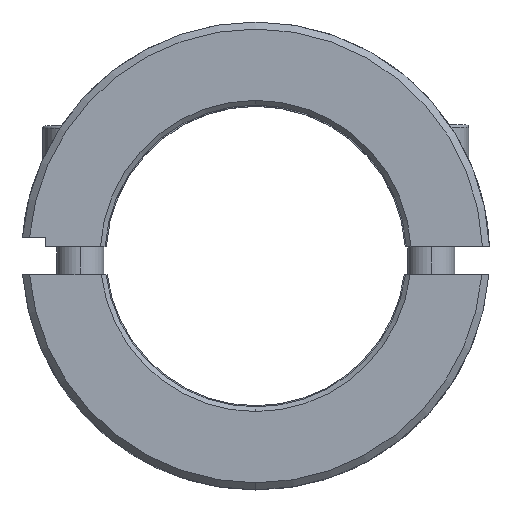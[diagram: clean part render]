
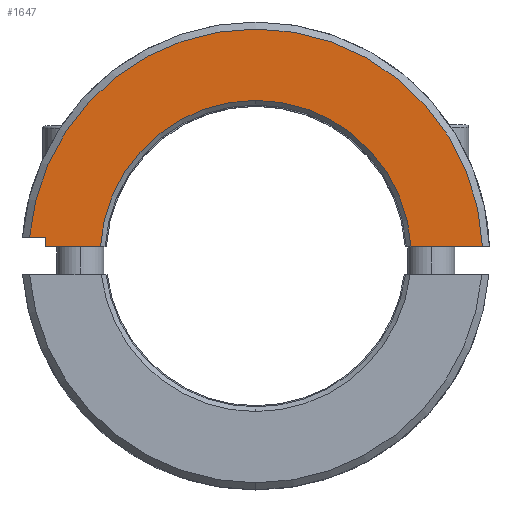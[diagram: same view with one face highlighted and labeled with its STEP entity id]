
A CAD part, top view. The second image highlights one B-rep face of the part: STEP entity #1647.
In plain terms, the highlighted planar face has unit normal (0, 0, 1).
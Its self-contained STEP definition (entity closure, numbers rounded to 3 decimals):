
#739=VERTEX_POINT('',#2080);
#745=VERTEX_POINT('NONE',#2086);
#755=EDGE_CURVE('NONE',#745,#739,#2096,.T.);
#867=VERTEX_POINT('NONE',#2223);
#903=EDGE_CURVE('NONE',#1999,#867,#2263,.T.);
#921=EDGE_CURVE('NONE',#945,#1737,#2285,.T.);
#943=EDGE_CURVE('NONE',#1395,#945,#2312,.T.);
#945=VERTEX_POINT('NONE',#2314);
#1021=EDGE_CURVE('NONE',#739,#1737,#2395,.T.);
#1093=EDGE_CURVE('NONE',#1871,#1999,#2474,.T.);
#1395=VERTEX_POINT('NONE',#2806);
#1493=EDGE_CURVE('NONE',#867,#1395,#2918,.T.);
#1647=ADVANCED_FACE('NONE',(#3085),#3086,.F.);
#1691=EDGE_CURVE('NONE',#745,#1871,#3136,.T.);
#1737=VERTEX_POINT('NONE',#3189);
#1871=VERTEX_POINT('NONE',#3328);
#1999=VERTEX_POINT('NONE',#3471);
#2080=CARTESIAN_POINT('',(0.,48.5,0.));
#2086=CARTESIAN_POINT('',(48.459,2.0,0.));
#2096=CIRCLE('',#3584,48.5);
#2223=CARTESIAN_POINT('',(-33.19,2.0,0.));
#2263=CIRCLE('',#3862,33.25);
#2285=LINE('',#3891,#3892);
#2312=LINE('',#3939,#3940);
#2314=CARTESIAN_POINT('',(-45.0,4.0,0.));
#2395=CIRCLE('',#4075,48.5);
#2474=CIRCLE('',#4177,33.25);
#2806=CARTESIAN_POINT('',(-45.0,2.0,0.));
#2918=LINE('',#4882,#4883);
#3085=FACE_OUTER_BOUND('',#5152,.T.);
#3086=PLANE('',#5153);
#3136=LINE('',#5217,#5218);
#3189=CARTESIAN_POINT('',(-48.335,4.0,0.));
#3328=CARTESIAN_POINT('',(33.19,2.0,0.));
#3471=CARTESIAN_POINT('',(0.,33.25,0.));
#3584=AXIS2_PLACEMENT_3D('',#5824,#5825,#5826);
#3862=AXIS2_PLACEMENT_3D('',#6036,#6037,#6038);
#3891=CARTESIAN_POINT('',(-45.0,4.0,0.));
#3892=VECTOR('',#6063,1000.0);
#3939=CARTESIAN_POINT('',(-45.0,4.0,0.));
#3940=VECTOR('',#6114,1000.0);
#4075=AXIS2_PLACEMENT_3D('',#6184,#6185,#6186);
#4177=AXIS2_PLACEMENT_3D('',#6268,#6269,#6270);
#4882=CARTESIAN_POINT('',(79.625,2.0,0.));
#4883=VECTOR('',#6790,1000.0);
#5152=EDGE_LOOP('',(#6963,#6964,#6965,#6966,#6967,#6968,#6969,#6970));
#5153=AXIS2_PLACEMENT_3D('',#6971,#6972,#6973);
#5217=CARTESIAN_POINT('',(79.625,2.0,0.));
#5218=VECTOR('',#7035,1000.0);
#5824=CARTESIAN_POINT('',(0.0,0.0,0.0));
#5825=DIRECTION('',(0.,0.,1.0));
#5826=DIRECTION('',(0.,1.0,0.));
#6036=CARTESIAN_POINT('',(0.0,0.0,0.0));
#6037=DIRECTION('',(0.,0.,1.0));
#6038=DIRECTION('',(0.,1.0,0.));
#6063=DIRECTION('',(-1.0,0.,0.0));
#6114=DIRECTION('',(0.,1.0,0.));
#6184=CARTESIAN_POINT('',(0.0,0.0,0.0));
#6185=DIRECTION('',(0.,0.,1.0));
#6186=DIRECTION('',(0.,1.0,0.));
#6268=CARTESIAN_POINT('',(0.0,0.0,0.0));
#6269=DIRECTION('',(0.,0.,1.0));
#6270=DIRECTION('',(0.,1.0,0.));
#6790=DIRECTION('',(-1.0,0.,0.0));
#6963=ORIENTED_EDGE('',*,*,#921,.F.);
#6964=ORIENTED_EDGE('',*,*,#943,.F.);
#6965=ORIENTED_EDGE('',*,*,#1493,.F.);
#6966=ORIENTED_EDGE('',*,*,#903,.F.);
#6967=ORIENTED_EDGE('',*,*,#1093,.F.);
#6968=ORIENTED_EDGE('',*,*,#1691,.F.);
#6969=ORIENTED_EDGE('',*,*,#755,.T.);
#6970=ORIENTED_EDGE('',*,*,#1021,.T.);
#6971=CARTESIAN_POINT('',(-33.25,0.,0.0));
#6972=DIRECTION('',(0.,0.,-1.0));
#6973=DIRECTION('',(0.,-1.0,0.));
#7035=DIRECTION('',(-1.0,0.,0.0));
